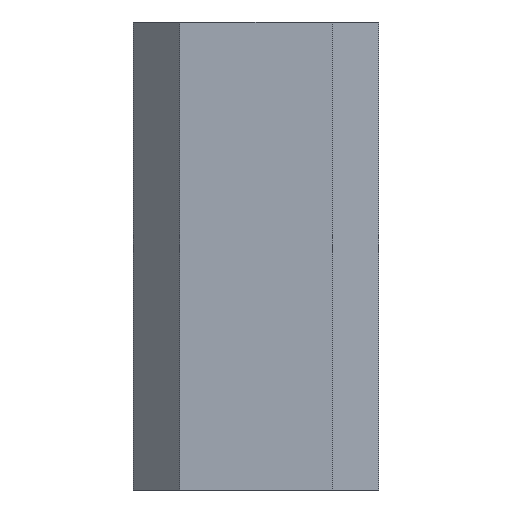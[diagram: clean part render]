
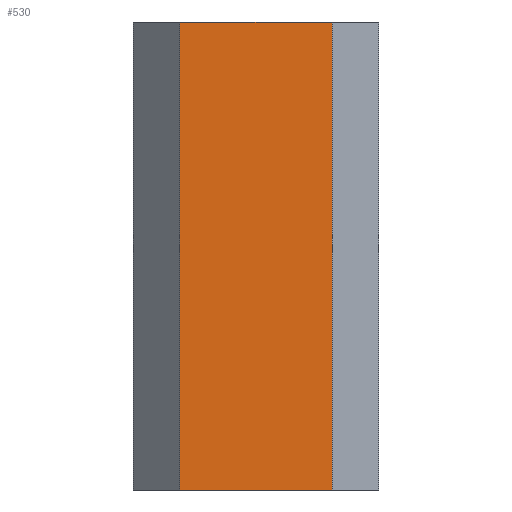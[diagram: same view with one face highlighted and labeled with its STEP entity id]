
A CAD part, front view. The second image highlights one B-rep face of the part: STEP entity #530.
In plain terms, the highlighted planar face has unit normal (0, -1, 0).
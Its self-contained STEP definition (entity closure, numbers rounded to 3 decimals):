
#44 = LINE ( 'NONE', #691, #334 ) ;
#56 = VERTEX_POINT ( 'NONE', #435 ) ;
#57 = CARTESIAN_POINT ( 'NONE',  ( 6.5, -11., -20. ) ) ;
#80 = AXIS2_PLACEMENT_3D ( 'NONE', #356, #295, #192 ) ;
#88 = VERTEX_POINT ( 'NONE', #160 ) ;
#119 = VECTOR ( 'NONE', #424, 1000. ) ;
#144 = ORIENTED_EDGE ( 'NONE', *, *, #400, .F. ) ;
#154 = VERTEX_POINT ( 'NONE', #57 ) ;
#160 = CARTESIAN_POINT ( 'NONE',  ( -6.5, -11., 20. ) ) ;
#181 = EDGE_CURVE ( 'NONE', #88, #449, #44, .T. ) ;
#192 = DIRECTION ( 'NONE',  ( 0., 0., 1. ) ) ;
#207 = CARTESIAN_POINT ( 'NONE',  ( -6.5, -11., -20. ) ) ;
#210 = DIRECTION ( 'NONE',  ( 0., 0., -1. ) ) ;
#230 = CARTESIAN_POINT ( 'NONE',  ( 6.5, -11., 20. ) ) ;
#234 = DIRECTION ( 'NONE',  ( 0., 0., -1. ) ) ;
#256 = LINE ( 'NONE', #207, #119 ) ;
#288 = LINE ( 'NONE', #230, #509 ) ;
#295 = DIRECTION ( 'NONE',  ( 0., 1., 0. ) ) ;
#317 = ORIENTED_EDGE ( 'NONE', *, *, #181, .T. ) ;
#334 = VECTOR ( 'NONE', #210, 1000. ) ;
#356 = CARTESIAN_POINT ( 'NONE',  ( -6.5, -11., 20. ) ) ;
#359 = EDGE_CURVE ( 'NONE', #449, #154, #256, .T. ) ;
#372 = EDGE_CURVE ( 'NONE', #56, #154, #288, .T. ) ;
#400 = EDGE_CURVE ( 'NONE', #88, #56, #651, .T. ) ;
#424 = DIRECTION ( 'NONE',  ( 1., 0., 0. ) ) ;
#435 = CARTESIAN_POINT ( 'NONE',  ( 6.5, -11., 20. ) ) ;
#449 = VERTEX_POINT ( 'NONE', #556 ) ;
#496 = ORIENTED_EDGE ( 'NONE', *, *, #359, .T. ) ;
#509 = VECTOR ( 'NONE', #234, 1000. ) ;
#514 = FACE_OUTER_BOUND ( 'NONE', #690, .T. ) ;
#516 = PLANE ( 'NONE',  #80 ) ;
#521 = ORIENTED_EDGE ( 'NONE', *, *, #372, .F. ) ;
#530 = ADVANCED_FACE ( 'NONE', ( #514 ), #516, .F. ) ;
#552 = CARTESIAN_POINT ( 'NONE',  ( -6.5, -11., 20. ) ) ;
#556 = CARTESIAN_POINT ( 'NONE',  ( -6.5, -11., -20. ) ) ;
#559 = VECTOR ( 'NONE', #604, 1000. ) ;
#604 = DIRECTION ( 'NONE',  ( 1., 0., 0. ) ) ;
#651 = LINE ( 'NONE', #552, #559 ) ;
#690 = EDGE_LOOP ( 'NONE', ( #496, #521, #144, #317 ) ) ;
#691 = CARTESIAN_POINT ( 'NONE',  ( -6.5, -11., 20. ) ) ;
